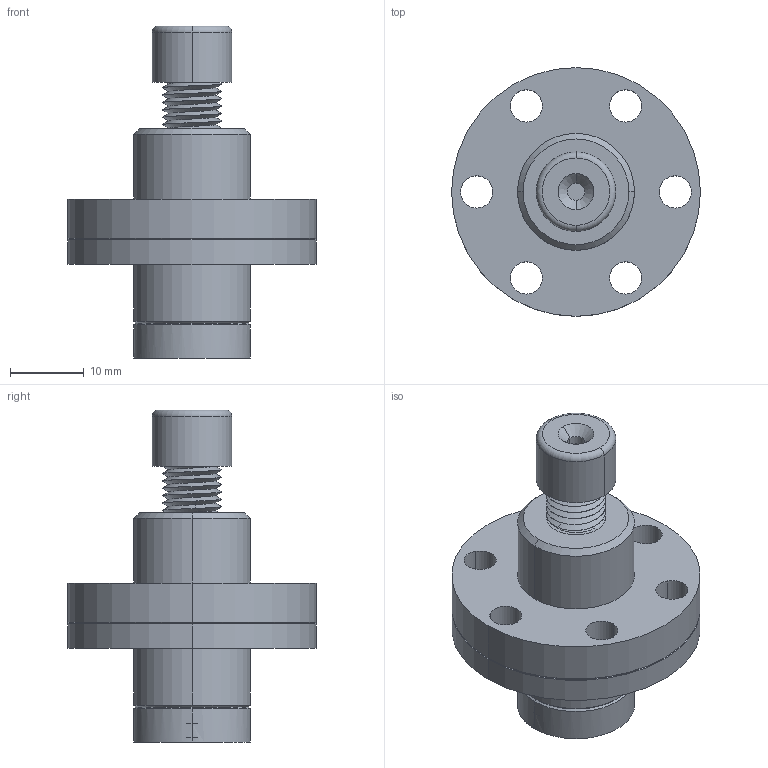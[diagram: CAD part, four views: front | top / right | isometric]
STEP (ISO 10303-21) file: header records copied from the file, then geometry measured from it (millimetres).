
FILE_DESCRIPTION((''),'2;1');
FILE_NAME('193320_ASM','2016-02-10T',('pdmadmin'),(''),'PRO/ENGINEER BY PARAMETRIC TECHNOLOGY CORPORATION, 2013230','PRO/ENGINEER BY PARAMETRIC TECHNOLOGY CORPORATION, 2013230','');
FILE_SCHEMA(('CONFIG_CONTROL_DESIGN'));
Length unit declared in the file: inch
Products named in the file (11): 10058_HOUSING; 10059; 10058_CAP; 33139; 33140; 33141; 33142; 33266_2348_ASM; 2X1_4_HEX_SHCS; 10058_ASM; 193320_ASM
Assembly tree (11 placements, depth 4):
  193320_ASM
    10058_ASM
      10058_HOUSING
      10059
      10058_CAP
      33266_2348_ASM
        33139
        33140
        33141
        33142
      2X1_4_HEX_SHCS  x2
Bounding box: 33.78 x 33.78 x 45.09 mm (x, y, z)
Volume: 10848.8 mm3; surface area: 10522.4 mm2
Topology: 10 solids, 14 shells, 263 faces, 636 edges, 406 vertices
Faces by surface type: cylinder 152, plane 53, cone 26, bspline 16, torus 14, revolution 2
Entity records: 13873 total; most frequent: CARTESIAN_POINT 7805, DIRECTION 1255, ORIENTED_EDGE 1168, EDGE_CURVE 592, AXIS2_PLACEMENT_3D 524, VERTEX_POINT 384, EDGE_LOOP 304, CIRCLE 261
